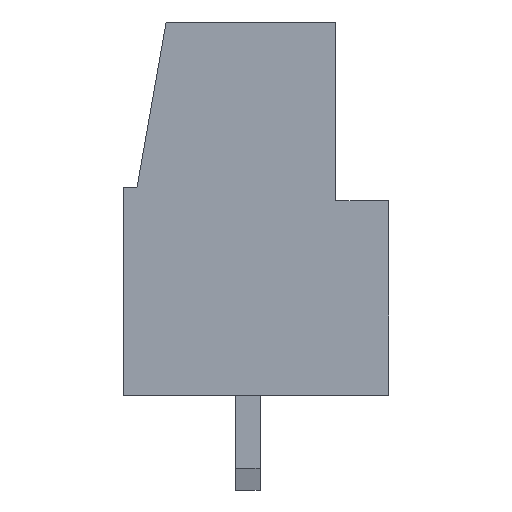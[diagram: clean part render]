
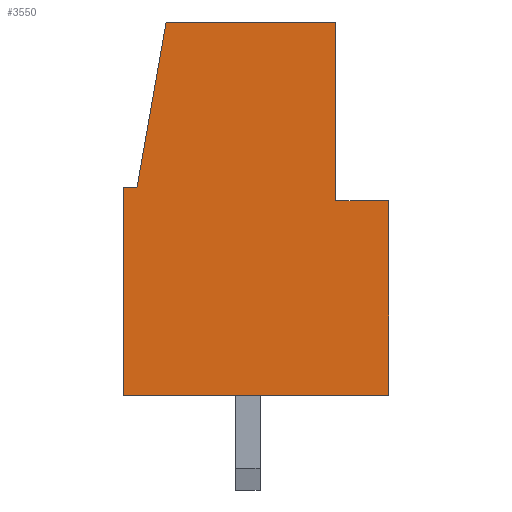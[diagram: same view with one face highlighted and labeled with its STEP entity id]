
A CAD part, left-side view. The second image highlights one B-rep face of the part: STEP entity #3550.
In plain terms, the highlighted planar face has unit normal (-1, 0, 0).
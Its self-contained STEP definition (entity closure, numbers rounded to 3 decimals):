
#2813 = PLANE('',#2814);
#2814 = AXIS2_PLACEMENT_3D('',#2815,#2816,#2817);
#2815 = CARTESIAN_POINT('',(-2.5,0.,13.8));
#2816 = DIRECTION('',(0.,0.,1.));
#2817 = DIRECTION('',(1.,0.,0.));
#2855 = PLANE('',#2856);
#2856 = AXIS2_PLACEMENT_3D('',#2857,#2858,#2859);
#2857 = CARTESIAN_POINT('',(7.5,-9.8,0.));
#2858 = DIRECTION('',(0.,0.,1.));
#2859 = DIRECTION('',(1.,0.,-0.));
#3000 = VERTEX_POINT('',#3001);
#3001 = CARTESIAN_POINT('',(-2.5,-9.8,0.));
#3015 = PLANE('',#3016);
#3016 = AXIS2_PLACEMENT_3D('',#3017,#3018,#3019);
#3017 = CARTESIAN_POINT('',(-2.787,-9.8,0.442));
#3018 = DIRECTION('',(0.,-1.,0.));
#3019 = DIRECTION('',(0.,0.,-1.));
#3027 = EDGE_CURVE('',#3028,#3000,#3030,.T.);
#3028 = VERTEX_POINT('',#3029);
#3029 = CARTESIAN_POINT('',(-2.5,0.,0.));
#3030 = SURFACE_CURVE('',#3031,(#3035,#3042),.PCURVE_S1.);
#3031 = LINE('',#3032,#3033);
#3032 = CARTESIAN_POINT('',(-2.5,0.,0.));
#3033 = VECTOR('',#3034,1.);
#3034 = DIRECTION('',(0.,-1.,0.));
#3035 = PCURVE('',#2855,#3036);
#3036 = DEFINITIONAL_REPRESENTATION('',(#3037),#3041);
#3037 = LINE('',#3038,#3039);
#3038 = CARTESIAN_POINT('',(-10.,9.8));
#3039 = VECTOR('',#3040,1.);
#3040 = DIRECTION('',(0.,-1.));
#3041 = ( GEOMETRIC_REPRESENTATION_CONTEXT(2) 
PARAMETRIC_REPRESENTATION_CONTEXT() REPRESENTATION_CONTEXT('2D SPACE',''
  ) );
#3042 = PCURVE('',#3043,#3048);
#3043 = PLANE('',#3044);
#3044 = AXIS2_PLACEMENT_3D('',#3045,#3046,#3047);
#3045 = CARTESIAN_POINT('',(-2.5,0.,0.));
#3046 = DIRECTION('',(-1.,0.,0.));
#3047 = DIRECTION('',(0.,0.,1.));
#3048 = DEFINITIONAL_REPRESENTATION('',(#3049),#3053);
#3049 = LINE('',#3050,#3051);
#3050 = CARTESIAN_POINT('',(0.,0.));
#3051 = VECTOR('',#3052,1.);
#3052 = DIRECTION('',(0.,-1.));
#3053 = ( GEOMETRIC_REPRESENTATION_CONTEXT(2) 
PARAMETRIC_REPRESENTATION_CONTEXT() REPRESENTATION_CONTEXT('2D SPACE',''
  ) );
#3071 = PLANE('',#3072);
#3072 = AXIS2_PLACEMENT_3D('',#3073,#3074,#3075);
#3073 = CARTESIAN_POINT('',(2.5,0.,-11.5));
#3074 = DIRECTION('',(-0.,1.,0.));
#3075 = DIRECTION('',(1.,0.,0.));
#3389 = PLANE('',#3390);
#3390 = AXIS2_PLACEMENT_3D('',#3391,#3392,#3393);
#3391 = CARTESIAN_POINT('',(-7.5,-7.85,-11.5));
#3392 = DIRECTION('',(0.,-1.,0.));
#3393 = DIRECTION('',(0.,0.,-1.));
#3409 = VERTEX_POINT('',#3410);
#3410 = CARTESIAN_POINT('',(-2.5,-7.85,13.8));
#3431 = EDGE_CURVE('',#3432,#3409,#3434,.T.);
#3432 = VERTEX_POINT('',#3433);
#3433 = CARTESIAN_POINT('',(-2.5,-7.85,7.2));
#3434 = SURFACE_CURVE('',#3435,(#3439,#3446),.PCURVE_S1.);
#3435 = LINE('',#3436,#3437);
#3436 = CARTESIAN_POINT('',(-2.5,-7.85,7.2));
#3437 = VECTOR('',#3438,1.);
#3438 = DIRECTION('',(0.,0.,1.));
#3439 = PCURVE('',#3389,#3440);
#3440 = DEFINITIONAL_REPRESENTATION('',(#3441),#3445);
#3441 = LINE('',#3442,#3443);
#3442 = CARTESIAN_POINT('',(-18.7,5.));
#3443 = VECTOR('',#3444,1.);
#3444 = DIRECTION('',(-1.,0.));
#3445 = ( GEOMETRIC_REPRESENTATION_CONTEXT(2) 
PARAMETRIC_REPRESENTATION_CONTEXT() REPRESENTATION_CONTEXT('2D SPACE',''
  ) );
#3446 = PCURVE('',#3043,#3447);
#3447 = DEFINITIONAL_REPRESENTATION('',(#3448),#3452);
#3448 = LINE('',#3449,#3450);
#3449 = CARTESIAN_POINT('',(7.2,-7.85));
#3450 = VECTOR('',#3451,1.);
#3451 = DIRECTION('',(1.,0.));
#3452 = ( GEOMETRIC_REPRESENTATION_CONTEXT(2) 
PARAMETRIC_REPRESENTATION_CONTEXT() REPRESENTATION_CONTEXT('2D SPACE',''
  ) );
#3468 = PLANE('',#3469);
#3469 = AXIS2_PLACEMENT_3D('',#3470,#3471,#3472);
#3470 = CARTESIAN_POINT('',(-2.5,-9.8,7.2));
#3471 = DIRECTION('',(0.,0.,-1.));
#3472 = DIRECTION('',(0.,-1.,0.));
#3550 = ADVANCED_FACE('',(#3551),#3043,.T.);
#3551 = FACE_BOUND('',#3552,.T.);
#3552 = EDGE_LOOP('',(#3553,#3554,#3577,#3598,#3599,#3622,#3650,#3678));
#3553 = ORIENTED_EDGE('',*,*,#3027,.T.);
#3554 = ORIENTED_EDGE('',*,*,#3555,.T.);
#3555 = EDGE_CURVE('',#3000,#3556,#3558,.T.);
#3556 = VERTEX_POINT('',#3557);
#3557 = CARTESIAN_POINT('',(-2.5,-9.8,7.2));
#3558 = SURFACE_CURVE('',#3559,(#3563,#3570),.PCURVE_S1.);
#3559 = LINE('',#3560,#3561);
#3560 = CARTESIAN_POINT('',(-2.5,-9.8,0.));
#3561 = VECTOR('',#3562,1.);
#3562 = DIRECTION('',(0.,0.,1.));
#3563 = PCURVE('',#3043,#3564);
#3564 = DEFINITIONAL_REPRESENTATION('',(#3565),#3569);
#3565 = LINE('',#3566,#3567);
#3566 = CARTESIAN_POINT('',(0.,-9.8));
#3567 = VECTOR('',#3568,1.);
#3568 = DIRECTION('',(1.,0.));
#3569 = ( GEOMETRIC_REPRESENTATION_CONTEXT(2) 
PARAMETRIC_REPRESENTATION_CONTEXT() REPRESENTATION_CONTEXT('2D SPACE',''
  ) );
#3570 = PCURVE('',#3015,#3571);
#3571 = DEFINITIONAL_REPRESENTATION('',(#3572),#3576);
#3572 = LINE('',#3573,#3574);
#3573 = CARTESIAN_POINT('',(0.442,0.287));
#3574 = VECTOR('',#3575,1.);
#3575 = DIRECTION('',(-1.,0.));
#3576 = ( GEOMETRIC_REPRESENTATION_CONTEXT(2) 
PARAMETRIC_REPRESENTATION_CONTEXT() REPRESENTATION_CONTEXT('2D SPACE',''
  ) );
#3577 = ORIENTED_EDGE('',*,*,#3578,.F.);
#3578 = EDGE_CURVE('',#3432,#3556,#3579,.T.);
#3579 = SURFACE_CURVE('',#3580,(#3584,#3591),.PCURVE_S1.);
#3580 = LINE('',#3581,#3582);
#3581 = CARTESIAN_POINT('',(-2.5,-7.85,7.2));
#3582 = VECTOR('',#3583,1.);
#3583 = DIRECTION('',(0.,-1.,0.));
#3584 = PCURVE('',#3043,#3585);
#3585 = DEFINITIONAL_REPRESENTATION('',(#3586),#3590);
#3586 = LINE('',#3587,#3588);
#3587 = CARTESIAN_POINT('',(7.2,-7.85));
#3588 = VECTOR('',#3589,1.);
#3589 = DIRECTION('',(0.,-1.));
#3590 = ( GEOMETRIC_REPRESENTATION_CONTEXT(2) 
PARAMETRIC_REPRESENTATION_CONTEXT() REPRESENTATION_CONTEXT('2D SPACE',''
  ) );
#3591 = PCURVE('',#3468,#3592);
#3592 = DEFINITIONAL_REPRESENTATION('',(#3593),#3597);
#3593 = LINE('',#3594,#3595);
#3594 = CARTESIAN_POINT('',(-1.95,-0.));
#3595 = VECTOR('',#3596,1.);
#3596 = DIRECTION('',(1.,0.));
#3597 = ( GEOMETRIC_REPRESENTATION_CONTEXT(2) 
PARAMETRIC_REPRESENTATION_CONTEXT() REPRESENTATION_CONTEXT('2D SPACE',''
  ) );
#3598 = ORIENTED_EDGE('',*,*,#3431,.T.);
#3599 = ORIENTED_EDGE('',*,*,#3600,.T.);
#3600 = EDGE_CURVE('',#3409,#3601,#3603,.T.);
#3601 = VERTEX_POINT('',#3602);
#3602 = CARTESIAN_POINT('',(-2.5,-1.576,13.8));
#3603 = SURFACE_CURVE('',#3604,(#3608,#3615),.PCURVE_S1.);
#3604 = LINE('',#3605,#3606);
#3605 = CARTESIAN_POINT('',(-2.5,-7.85,13.8));
#3606 = VECTOR('',#3607,1.);
#3607 = DIRECTION('',(0.,1.,0.));
#3608 = PCURVE('',#3043,#3609);
#3609 = DEFINITIONAL_REPRESENTATION('',(#3610),#3614);
#3610 = LINE('',#3611,#3612);
#3611 = CARTESIAN_POINT('',(13.8,-7.85));
#3612 = VECTOR('',#3613,1.);
#3613 = DIRECTION('',(0.,1.));
#3614 = ( GEOMETRIC_REPRESENTATION_CONTEXT(2) 
PARAMETRIC_REPRESENTATION_CONTEXT() REPRESENTATION_CONTEXT('2D SPACE',''
  ) );
#3615 = PCURVE('',#2813,#3616);
#3616 = DEFINITIONAL_REPRESENTATION('',(#3617),#3621);
#3617 = LINE('',#3618,#3619);
#3618 = CARTESIAN_POINT('',(0.,-7.85));
#3619 = VECTOR('',#3620,1.);
#3620 = DIRECTION('',(0.,1.));
#3621 = ( GEOMETRIC_REPRESENTATION_CONTEXT(2) 
PARAMETRIC_REPRESENTATION_CONTEXT() REPRESENTATION_CONTEXT('2D SPACE',''
  ) );
#3622 = ORIENTED_EDGE('',*,*,#3623,.T.);
#3623 = EDGE_CURVE('',#3601,#3624,#3626,.T.);
#3624 = VERTEX_POINT('',#3625);
#3625 = CARTESIAN_POINT('',(-2.5,-0.5,7.7));
#3626 = SURFACE_CURVE('',#3627,(#3631,#3638),.PCURVE_S1.);
#3627 = LINE('',#3628,#3629);
#3628 = CARTESIAN_POINT('',(-2.5,-1.576,13.8));
#3629 = VECTOR('',#3630,1.);
#3630 = DIRECTION('',(0.,0.174,-0.985));
#3631 = PCURVE('',#3043,#3632);
#3632 = DEFINITIONAL_REPRESENTATION('',(#3633),#3637);
#3633 = LINE('',#3634,#3635);
#3634 = CARTESIAN_POINT('',(13.8,-1.576));
#3635 = VECTOR('',#3636,1.);
#3636 = DIRECTION('',(-0.985,0.174));
#3637 = ( GEOMETRIC_REPRESENTATION_CONTEXT(2) 
PARAMETRIC_REPRESENTATION_CONTEXT() REPRESENTATION_CONTEXT('2D SPACE',''
  ) );
#3638 = PCURVE('',#3639,#3644);
#3639 = PLANE('',#3640);
#3640 = AXIS2_PLACEMENT_3D('',#3641,#3642,#3643);
#3641 = CARTESIAN_POINT('',(-2.5,2.798,-11.007));
#3642 = DIRECTION('',(-0.,0.985,0.174));
#3643 = DIRECTION('',(1.,0.,0.));
#3644 = DEFINITIONAL_REPRESENTATION('',(#3645),#3649);
#3645 = LINE('',#3646,#3647);
#3646 = CARTESIAN_POINT('',(0.,-25.189));
#3647 = VECTOR('',#3648,1.);
#3648 = DIRECTION('',(0.,1.));
#3649 = ( GEOMETRIC_REPRESENTATION_CONTEXT(2) 
PARAMETRIC_REPRESENTATION_CONTEXT() REPRESENTATION_CONTEXT('2D SPACE',''
  ) );
#3650 = ORIENTED_EDGE('',*,*,#3651,.T.);
#3651 = EDGE_CURVE('',#3624,#3652,#3654,.T.);
#3652 = VERTEX_POINT('',#3653);
#3653 = CARTESIAN_POINT('',(-2.5,0.,7.7));
#3654 = SURFACE_CURVE('',#3655,(#3659,#3666),.PCURVE_S1.);
#3655 = LINE('',#3656,#3657);
#3656 = CARTESIAN_POINT('',(-2.5,-0.5,7.7));
#3657 = VECTOR('',#3658,1.);
#3658 = DIRECTION('',(0.,1.,0.));
#3659 = PCURVE('',#3043,#3660);
#3660 = DEFINITIONAL_REPRESENTATION('',(#3661),#3665);
#3661 = LINE('',#3662,#3663);
#3662 = CARTESIAN_POINT('',(7.7,-0.5));
#3663 = VECTOR('',#3664,1.);
#3664 = DIRECTION('',(0.,1.));
#3665 = ( GEOMETRIC_REPRESENTATION_CONTEXT(2) 
PARAMETRIC_REPRESENTATION_CONTEXT() REPRESENTATION_CONTEXT('2D SPACE',''
  ) );
#3666 = PCURVE('',#3667,#3672);
#3667 = PLANE('',#3668);
#3668 = AXIS2_PLACEMENT_3D('',#3669,#3670,#3671);
#3669 = CARTESIAN_POINT('',(-7.5,0.,7.7));
#3670 = DIRECTION('',(0.,0.,1.));
#3671 = DIRECTION('',(1.,0.,-0.));
#3672 = DEFINITIONAL_REPRESENTATION('',(#3673),#3677);
#3673 = LINE('',#3674,#3675);
#3674 = CARTESIAN_POINT('',(5.,-0.5));
#3675 = VECTOR('',#3676,1.);
#3676 = DIRECTION('',(0.,1.));
#3677 = ( GEOMETRIC_REPRESENTATION_CONTEXT(2) 
PARAMETRIC_REPRESENTATION_CONTEXT() REPRESENTATION_CONTEXT('2D SPACE',''
  ) );
#3678 = ORIENTED_EDGE('',*,*,#3679,.T.);
#3679 = EDGE_CURVE('',#3652,#3028,#3680,.T.);
#3680 = SURFACE_CURVE('',#3681,(#3685,#3692),.PCURVE_S1.);
#3681 = LINE('',#3682,#3683);
#3682 = CARTESIAN_POINT('',(-2.5,0.,7.7));
#3683 = VECTOR('',#3684,1.);
#3684 = DIRECTION('',(0.,0.,-1.));
#3685 = PCURVE('',#3043,#3686);
#3686 = DEFINITIONAL_REPRESENTATION('',(#3687),#3691);
#3687 = LINE('',#3688,#3689);
#3688 = CARTESIAN_POINT('',(7.7,0.));
#3689 = VECTOR('',#3690,1.);
#3690 = DIRECTION('',(-1.,0.));
#3691 = ( GEOMETRIC_REPRESENTATION_CONTEXT(2) 
PARAMETRIC_REPRESENTATION_CONTEXT() REPRESENTATION_CONTEXT('2D SPACE',''
  ) );
#3692 = PCURVE('',#3071,#3693);
#3693 = DEFINITIONAL_REPRESENTATION('',(#3694),#3698);
#3694 = LINE('',#3695,#3696);
#3695 = CARTESIAN_POINT('',(-5.,-19.2));
#3696 = VECTOR('',#3697,1.);
#3697 = DIRECTION('',(0.,1.));
#3698 = ( GEOMETRIC_REPRESENTATION_CONTEXT(2) 
PARAMETRIC_REPRESENTATION_CONTEXT() REPRESENTATION_CONTEXT('2D SPACE',''
  ) );
